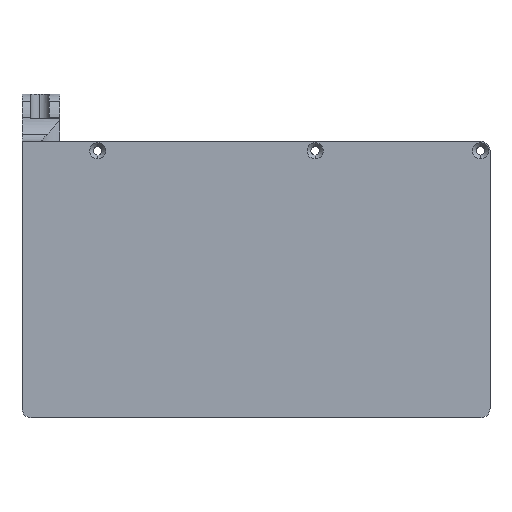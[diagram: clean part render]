
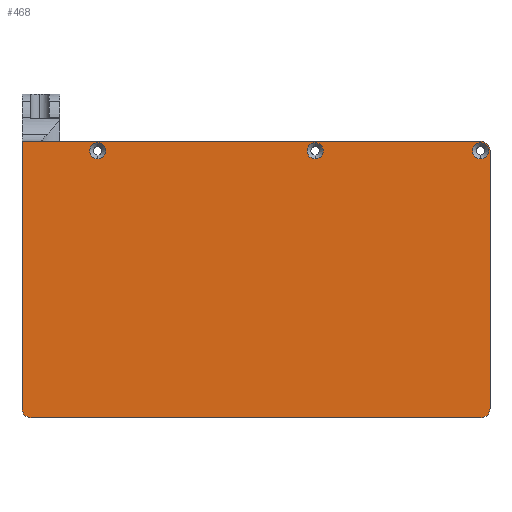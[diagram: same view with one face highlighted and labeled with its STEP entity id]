
A CAD part, left-side view. The second image highlights one B-rep face of the part: STEP entity #468.
In plain terms, the highlighted planar face has unit normal (-1, 0, 0).
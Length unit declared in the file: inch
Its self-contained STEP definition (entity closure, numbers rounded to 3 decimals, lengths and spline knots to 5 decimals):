
#468=ADVANCED_FACE('',(#1105,#1106,#1107,#1108),#1109,.F.);
#1105=FACE_OUTER_BOUND('',#1924,.T.);
#1106=FACE_BOUND('',#1925,.T.);
#1107=FACE_BOUND('',#1926,.T.);
#1108=FACE_BOUND('',#1927,.T.);
#1109=PLANE('',#1928);
#1924=EDGE_LOOP('',(#3915,#3916,#3917,#3918,#3919,#3920,#3921,#3922,#3923,#3924));
#1925=EDGE_LOOP('',(#3925,#3926));
#1926=EDGE_LOOP('',(#3927,#3928));
#1927=EDGE_LOOP('',(#3929,#3930));
#1928=AXIS2_PLACEMENT_3D('',#3931,#3932,#3933);
#3915=ORIENTED_EDGE('',*,*,#6011,.F.);
#3916=ORIENTED_EDGE('',*,*,#6021,.F.);
#3917=ORIENTED_EDGE('',*,*,#6071,.F.);
#3918=ORIENTED_EDGE('',*,*,#5997,.F.);
#3919=ORIENTED_EDGE('',*,*,#6072,.F.);
#3920=ORIENTED_EDGE('',*,*,#6000,.F.);
#3921=ORIENTED_EDGE('',*,*,#6069,.F.);
#3922=ORIENTED_EDGE('',*,*,#6073,.F.);
#3923=ORIENTED_EDGE('',*,*,#6074,.T.);
#3924=ORIENTED_EDGE('',*,*,#6005,.F.);
#3925=ORIENTED_EDGE('',*,*,#6075,.T.);
#3926=ORIENTED_EDGE('',*,*,#5984,.T.);
#3927=ORIENTED_EDGE('',*,*,#6076,.T.);
#3928=ORIENTED_EDGE('',*,*,#5988,.T.);
#3929=ORIENTED_EDGE('',*,*,#6077,.T.);
#3930=ORIENTED_EDGE('',*,*,#5992,.T.);
#3931=CARTESIAN_POINT('',(-0.38226,-0.08362,0.13011));
#3932=DIRECTION('',(1.0,0.0,0.0));
#3933=DIRECTION('',(0.0,0.0,-1.0));
#5984=EDGE_CURVE('',#7279,#7281,#7283,.T.);
#5988=EDGE_CURVE('',#7285,#7287,#7289,.T.);
#5992=EDGE_CURVE('',#7291,#7293,#7295,.T.);
#5997=EDGE_CURVE('',#7302,#7298,#7304,.T.);
#6000=EDGE_CURVE('',#7306,#7309,#7310,.T.);
#6005=EDGE_CURVE('',#7315,#7318,#7319,.T.);
#6011=EDGE_CURVE('',#7326,#7315,#7328,.T.);
#6021=EDGE_CURVE('',#7342,#7326,#7344,.T.);
#6069=EDGE_CURVE('',#7416,#7306,#7418,.T.);
#6071=EDGE_CURVE('',#7298,#7342,#7420,.T.);
#6072=EDGE_CURVE('',#7309,#7302,#7421,.T.);
#6073=EDGE_CURVE('',#7422,#7416,#7423,.T.);
#6074=EDGE_CURVE('',#7422,#7318,#7424,.T.);
#6075=EDGE_CURVE('',#7281,#7279,#7425,.T.);
#6076=EDGE_CURVE('',#7287,#7285,#7426,.T.);
#6077=EDGE_CURVE('',#7293,#7291,#7427,.T.);
#7279=VERTEX_POINT('',#9916);
#7281=VERTEX_POINT('',#9919);
#7283=CIRCLE('',#9922,0.06733);
#7285=VERTEX_POINT('',#9924);
#7287=VERTEX_POINT('',#9927);
#7289=CIRCLE('',#9930,0.06733);
#7291=VERTEX_POINT('',#9932);
#7293=VERTEX_POINT('',#9935);
#7295=CIRCLE('',#9938,0.06733);
#7298=VERTEX_POINT('',#9941);
#7302=VERTEX_POINT('',#9946);
#7304=CIRCLE('',#9949,0.07874);
#7306=VERTEX_POINT('',#9951);
#7309=VERTEX_POINT('',#9955);
#7310=CIRCLE('',#9956,0.07874);
#7315=VERTEX_POINT('',#9962);
#7318=VERTEX_POINT('',#9966);
#7319=CIRCLE('',#9967,0.07874);
#7326=VERTEX_POINT('',#9975);
#7328=CIRCLE('',#9978,0.07874);
#7342=VERTEX_POINT('',#9995);
#7344=LINE('',#9998,#9999);
#7416=VERTEX_POINT('',#10096);
#7418=CIRCLE('',#10099,0.07874);
#7420=CIRCLE('',#10101,0.07874);
#7421=LINE('',#10102,#10103);
#7422=VERTEX_POINT('',#10104);
#7423=LINE('',#10105,#10106);
#7424=LINE('',#10107,#10108);
#7425=CIRCLE('',#10109,0.06733);
#7426=CIRCLE('',#10110,0.06733);
#7427=CIRCLE('',#10111,0.06733);
#9916=CARTESIAN_POINT('',(-0.38226,-0.57575,1.13562));
#9919=CARTESIAN_POINT('',(-0.38226,-0.57575,1.27029));
#9922=AXIS2_PLACEMENT_3D('',#12093,#12094,#12095);
#9924=CARTESIAN_POINT('',(-0.38226,1.23528,1.13562));
#9927=CARTESIAN_POINT('',(-0.38226,1.23528,1.27029));
#9930=AXIS2_PLACEMENT_3D('',#12098,#12099,#12100);
#9932=CARTESIAN_POINT('',(-0.38226,-1.9537,1.13562));
#9935=CARTESIAN_POINT('',(-0.38226,-1.9537,1.27029));
#9938=AXIS2_PLACEMENT_3D('',#12103,#12104,#12105);
#9941=CARTESIAN_POINT('',(-0.38226,-2.00938,-0.9984));
#9946=CARTESIAN_POINT('',(-0.38226,-2.03244,-0.94273));
#9949=AXIS2_PLACEMENT_3D('',#12111,#12112,#12113);
#9951=CARTESIAN_POINT('',(-0.38226,-2.00938,1.25862));
#9955=CARTESIAN_POINT('',(-0.38226,-2.03244,1.20294));
#9956=AXIS2_PLACEMENT_3D('',#12115,#12116,#12117);
#9962=CARTESIAN_POINT('',(-0.38226,1.84213,-0.9984));
#9966=CARTESIAN_POINT('',(-0.38226,1.86519,-0.94273));
#9967=AXIS2_PLACEMENT_3D('',#12123,#12124,#12125);
#9975=CARTESIAN_POINT('',(-0.38226,1.78645,-1.02147));
#9978=AXIS2_PLACEMENT_3D('',#12134,#12135,#12136);
#9995=CARTESIAN_POINT('',(-0.38226,-1.9537,-1.02147));
#9998=CARTESIAN_POINT('',(-0.38226,-0.08362,-1.02147));
#9999=VECTOR('',#12153,1.0);
#10096=CARTESIAN_POINT('',(-0.38226,-1.9537,1.28168));
#10099=AXIS2_PLACEMENT_3D('',#12237,#12238,#12239);
#10101=AXIS2_PLACEMENT_3D('',#12240,#12241,#12242);
#10102=CARTESIAN_POINT('',(-0.38226,-2.03244,0.13011));
#10103=VECTOR('',#12243,1.0);
#10104=CARTESIAN_POINT('',(-0.38226,1.86519,1.28168));
#10105=CARTESIAN_POINT('',(-0.38226,-0.08362,1.28168));
#10106=VECTOR('',#12244,1.0);
#10107=CARTESIAN_POINT('',(-0.38226,1.86519,0.13011));
#10108=VECTOR('',#12245,1.0);
#10109=AXIS2_PLACEMENT_3D('',#12246,#12247,#12248);
#10110=AXIS2_PLACEMENT_3D('',#12249,#12250,#12251);
#10111=AXIS2_PLACEMENT_3D('',#12252,#12253,#12254);
#12093=CARTESIAN_POINT('',(-0.38226,-0.57575,1.20295));
#12094=DIRECTION('',(1.0,0.0,0.0));
#12095=DIRECTION('',(0.0,0.0,-1.0));
#12098=CARTESIAN_POINT('',(-0.38226,1.23528,1.20295));
#12099=DIRECTION('',(1.0,0.0,0.0));
#12100=DIRECTION('',(0.0,0.0,-1.0));
#12103=CARTESIAN_POINT('',(-0.38226,-1.9537,1.20295));
#12104=DIRECTION('',(1.0,0.0,0.0));
#12105=DIRECTION('',(0.0,0.0,-1.0));
#12111=CARTESIAN_POINT('',(-0.38226,-1.9537,-0.94273));
#12112=DIRECTION('',(1.0,0.0,0.0));
#12113=DIRECTION('',(0.0,-0.707,-0.707));
#12115=CARTESIAN_POINT('',(-0.38226,-1.9537,1.20294));
#12116=DIRECTION('',(1.0,0.0,0.0));
#12117=DIRECTION('',(0.0,-0.707,0.707));
#12123=CARTESIAN_POINT('',(-0.38226,1.78645,-0.94273));
#12124=DIRECTION('',(1.0,0.0,0.0));
#12125=DIRECTION('',(0.0,0.707,-0.707));
#12134=CARTESIAN_POINT('',(-0.38226,1.78645,-0.94273));
#12135=DIRECTION('',(1.0,0.0,0.0));
#12136=DIRECTION('',(0.0,0.707,-0.707));
#12153=DIRECTION('',(0.0,1.0,0.0));
#12237=CARTESIAN_POINT('',(-0.38226,-1.9537,1.20294));
#12238=DIRECTION('',(1.0,0.0,0.0));
#12239=DIRECTION('',(0.0,-0.707,0.707));
#12240=CARTESIAN_POINT('',(-0.38226,-1.9537,-0.94273));
#12241=DIRECTION('',(1.0,0.0,0.0));
#12242=DIRECTION('',(0.0,-0.707,-0.707));
#12243=DIRECTION('',(0.0,0.0,-1.0));
#12244=DIRECTION('',(0.0,-1.0,0.0));
#12245=DIRECTION('',(0.0,0.0,-1.0));
#12246=CARTESIAN_POINT('',(-0.38226,-0.57575,1.20295));
#12247=DIRECTION('',(1.0,0.0,0.0));
#12248=DIRECTION('',(0.0,0.0,-1.0));
#12249=CARTESIAN_POINT('',(-0.38226,1.23528,1.20295));
#12250=DIRECTION('',(1.0,0.0,0.0));
#12251=DIRECTION('',(0.0,0.0,-1.0));
#12252=CARTESIAN_POINT('',(-0.38226,-1.9537,1.20295));
#12253=DIRECTION('',(1.0,0.0,0.0));
#12254=DIRECTION('',(0.0,0.0,-1.0));
